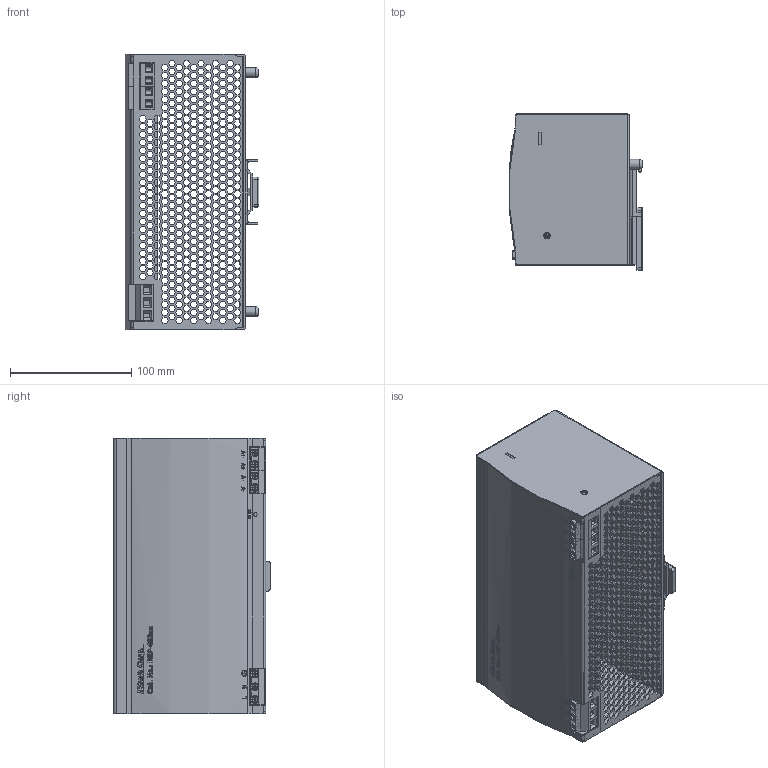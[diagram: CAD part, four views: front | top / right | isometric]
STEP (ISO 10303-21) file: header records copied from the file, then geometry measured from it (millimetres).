
FILE_DESCRIPTION((''),'2;1');
FILE_NAME('PSP480.stp','2011-08-24T14:38:21',('laszlo'),(''),'Autodesk Inventor 2009','Autodesk Inventor 2009','');
FILE_SCHEMA(('AUTOMOTIVE_DESIGN { 1 0 10303 214 1 1 1 1 }'));
Length unit declared in the file: millimetre
Products named in the file (10): PSP480; Sheetmetall_inside; Sheetmetall_outside; PC_board; Terminalblock3; Terminalblock2; railmount; Screw; Screw_terminalblock
Assembly tree (31 placements, depth 3):
  PSP480
    Sheetmetall_inside
    Sheetmetall_outside
    PSP480
      PC_board
      Terminalblock3
      Terminalblock2  x2
    railmount
    Screw  x16
    Screw_terminalblock  x7
Bounding box: 110.34 x 129.1 x 227 mm (x, y, z)
Volume: 192467.4 mm3; surface area: 301634.5 mm2
Topology: 30 solids, 30 shells, 7214 faces, 20753 edges, 13726 vertices
Faces by surface type: plane 6515, cylinder 462, bspline 179, cone 55, torus 3
Full cylindrical faces by diameter (mm): 2 x7, 2.4 x4, 3 x1, 3.25 x19, 3.4 x3, 4 x17, 4.6 x1, 4.8 x10, 4.9 x1, 8 x2
Entity records: 219149 total; most frequent: CARTESIAN_POINT 44452, ORIENTED_EDGE 37802, DIRECTION 31713, EDGE_CURVE 18901, VECTOR 17651, LINE 17651, VERTEX_POINT 12615, EDGE_LOOP 8404
